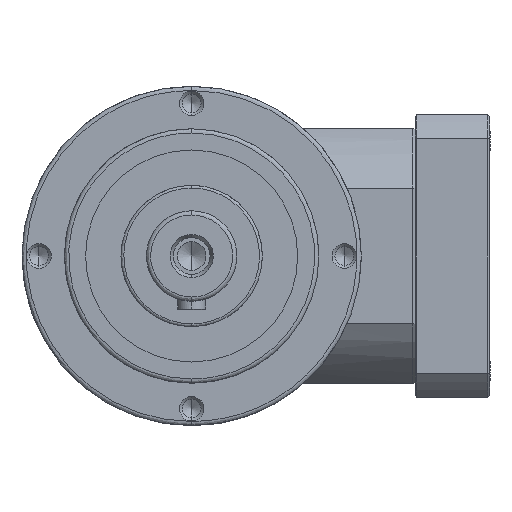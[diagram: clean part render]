
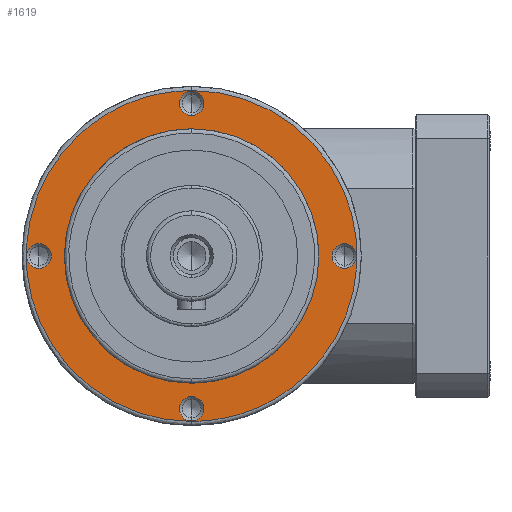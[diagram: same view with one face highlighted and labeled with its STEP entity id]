
A CAD part, left-side view. The second image highlights one B-rep face of the part: STEP entity #1619.
In plain terms, the highlighted face is planar.
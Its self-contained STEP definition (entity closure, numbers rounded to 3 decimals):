
#452 = VERTEX_POINT ( 'NONE', #17381 ) ;
#784 = ORIENTED_EDGE ( 'NONE', *, *, #21804, .T. ) ;
#829 = CARTESIAN_POINT ( 'NONE',  ( 0., -54., 64. ) ) ;
#1106 = CARTESIAN_POINT ( 'NONE',  ( -45., 0., 64. ) ) ;
#1619 = ADVANCED_FACE ( 'NONE', ( #14670, #2656, #26438, #25686, #8663, #20501 ), #20250, .T. ) ;
#2133 = AXIS2_PLACEMENT_3D ( 'NONE', #5772, #5750, #5673 ) ;
#2215 = ORIENTED_EDGE ( 'NONE', *, *, #25101, .F. ) ;
#2445 = CARTESIAN_POINT ( 'NONE',  ( -58.5, -117., 64. ) ) ;
#2489 = EDGE_LOOP ( 'NONE', ( #2215, #22913 ) ) ;
#2493 = DIRECTION ( 'NONE',  ( 0., 0., -1. ) ) ;
#2656 = FACE_BOUND ( 'NONE', #8118, .T. ) ;
#3101 =( BOUNDED_CURVE ( )  B_SPLINE_CURVE ( 3, ( #14004, #19717, #2445, #16205 ),
 .UNSPECIFIED., .F., .F. ) 
 B_SPLINE_CURVE_WITH_KNOTS ( ( 4, 4 ),
 ( 0., 0.5 ),
 .UNSPECIFIED. ) 
 CURVE ( )  GEOMETRIC_REPRESENTATION_ITEM ( )  RATIONAL_B_SPLINE_CURVE ( ( 1., 0.333, 0.333, 1. ) ) 
 REPRESENTATION_ITEM ( '' )  );
#3129 = DIRECTION ( 'NONE',  ( 1., 0., 0. ) ) ;
#3440 = CIRCLE ( 'NONE', #21006, 4.324 ) ;
#3690 = ORIENTED_EDGE ( 'NONE', *, *, #5810, .T. ) ;
#3730 = AXIS2_PLACEMENT_3D ( 'NONE', #10939, #26490, #13243 ) ;
#3918 = CARTESIAN_POINT ( 'NONE',  ( 45., 0., 64. ) ) ;
#4013 = EDGE_CURVE ( 'NONE', #9268, #7791, #9166, .T. ) ;
#4282 = EDGE_LOOP ( 'NONE', ( #26777, #23112 ) ) ;
#4485 = EDGE_CURVE ( 'NONE', #28821, #4606, #21257, .T. ) ;
#4606 = VERTEX_POINT ( 'NONE', #15111 ) ;
#4642 = VERTEX_POINT ( 'NONE', #18954 ) ;
#5004 = VERTEX_POINT ( 'NONE', #1106 ) ;
#5166 = DIRECTION ( 'NONE',  ( 0., 0., -1. ) ) ;
#5282 = EDGE_CURVE ( 'NONE', #5004, #11444, #14984, .T. ) ;
#5598 = ORIENTED_EDGE ( 'NONE', *, *, #4485, .T. ) ;
#5673 = DIRECTION ( 'NONE',  ( 1., 0., 0. ) ) ;
#5750 = DIRECTION ( 'NONE',  ( 0., 0., -1. ) ) ;
#5772 = CARTESIAN_POINT ( 'NONE',  ( -54., 0., 64. ) ) ;
#5810 = EDGE_CURVE ( 'NONE', #28794, #4642, #3440, .T. ) ;
#6593 = AXIS2_PLACEMENT_3D ( 'NONE', #829, #16599, #3129 ) ;
#6940 = CIRCLE ( 'NONE', #22385, 4.324 ) ;
#7284 = CIRCLE ( 'NONE', #15871, 4.324 ) ;
#7791 = VERTEX_POINT ( 'NONE', #10773 ) ;
#7973 = ORIENTED_EDGE ( 'NONE', *, *, #4013, .T. ) ;
#8049 = CARTESIAN_POINT ( 'NONE',  ( 54., 0., 64. ) ) ;
#8118 = EDGE_LOOP ( 'NONE', ( #5598, #18779 ) ) ;
#8119 = DIRECTION ( 'NONE',  ( 0., 0., -1. ) ) ;
#8186 = DIRECTION ( 'NONE',  ( 1., 0., 0. ) ) ;
#8203 = CARTESIAN_POINT ( 'NONE',  ( -58.5, 117., 64. ) ) ;
#8498 = EDGE_LOOP ( 'NONE', ( #3690, #784 ) ) ;
#8663 = FACE_BOUND ( 'NONE', #8498, .T. ) ;
#9010 = EDGE_CURVE ( 'NONE', #452, #26813, #6940, .T. ) ;
#9166 = CIRCLE ( 'NONE', #2133, 4.324 ) ;
#9268 = VERTEX_POINT ( 'NONE', #10197 ) ;
#10178 = CARTESIAN_POINT ( 'NONE',  ( -58.5, 0., 64. ) ) ;
#10197 = CARTESIAN_POINT ( 'NONE',  ( -49.676, 0., 64. ) ) ;
#10241 = DIRECTION ( 'NONE',  ( 1., 0., 0. ) ) ;
#10279 = DIRECTION ( 'NONE',  ( 0., 0., -1. ) ) ;
#10302 = CARTESIAN_POINT ( 'NONE',  ( 0., 54., 64. ) ) ;
#10773 = CARTESIAN_POINT ( 'NONE',  ( -58.324, 0., 64. ) ) ;
#10939 = CARTESIAN_POINT ( 'NONE',  ( -54., 0., 64. ) ) ;
#11444 = VERTEX_POINT ( 'NONE', #3918 ) ;
#11955 = CARTESIAN_POINT ( 'NONE',  ( 54., 0., 64. ) ) ;
#12036 = CIRCLE ( 'NONE', #6593, 4.324 ) ;
#12057 = EDGE_LOOP ( 'NONE', ( #7973, #23421 ) ) ;
#12896 = CIRCLE ( 'NONE', #15914, 4.324 ) ;
#13243 = DIRECTION ( 'NONE',  ( 1., 0., 0. ) ) ;
#14004 = CARTESIAN_POINT ( 'NONE',  ( 58.5, 0., 64. ) ) ;
#14225 = DIRECTION ( 'NONE',  ( 1., 0., 0. ) ) ;
#14448 =( BOUNDED_CURVE ( )  B_SPLINE_CURVE ( 3, ( #23756, #8203, #28326, #15033 ),
 .UNSPECIFIED., .F., .T. ) 
 B_SPLINE_CURVE_WITH_KNOTS ( ( 4, 4 ),
 ( 0.5, 1. ),
 .UNSPECIFIED. ) 
 CURVE ( )  GEOMETRIC_REPRESENTATION_ITEM ( )  RATIONAL_B_SPLINE_CURVE ( ( 1., 0.333, 0.333, 1. ) ) 
 REPRESENTATION_ITEM ( '' )  );
#14670 = FACE_BOUND ( 'NONE', #12057, .T. ) ;
#14984 = CIRCLE ( 'NONE', #24012, 45. ) ;
#15033 = CARTESIAN_POINT ( 'NONE',  ( 58.5, 0., 64. ) ) ;
#15111 = CARTESIAN_POINT ( 'NONE',  ( 49.676, 0., 64. ) ) ;
#15385 = CARTESIAN_POINT ( 'NONE',  ( 4.324, 54., 64. ) ) ;
#15871 = AXIS2_PLACEMENT_3D ( 'NONE', #15974, #2493, #18147 ) ;
#15914 = AXIS2_PLACEMENT_3D ( 'NONE', #11955, #27509, #14225 ) ;
#15974 = CARTESIAN_POINT ( 'NONE',  ( 0., 54., 64. ) ) ;
#16147 = DIRECTION ( 'NONE',  ( 0., 0., 1. ) ) ;
#16193 = EDGE_LOOP ( 'NONE', ( #25550, #23645 ) ) ;
#16205 = CARTESIAN_POINT ( 'NONE',  ( -58.5, 0., 64. ) ) ;
#16599 = DIRECTION ( 'NONE',  ( 0., 0., -1. ) ) ;
#17374 = EDGE_CURVE ( 'NONE', #23178, #18199, #3101, .T. ) ;
#17381 = CARTESIAN_POINT ( 'NONE',  ( 4.324, -54., 64. ) ) ;
#18147 = DIRECTION ( 'NONE',  ( 1., 0., 0. ) ) ;
#18199 = VERTEX_POINT ( 'NONE', #10178 ) ;
#18555 = CARTESIAN_POINT ( 'NONE',  ( 0., 0., 64. ) ) ;
#18779 = ORIENTED_EDGE ( 'NONE', *, *, #22852, .T. ) ;
#18954 = CARTESIAN_POINT ( 'NONE',  ( -4.324, 54., 64. ) ) ;
#19487 = CARTESIAN_POINT ( 'NONE',  ( -4.324, -54., 64. ) ) ;
#19717 = CARTESIAN_POINT ( 'NONE',  ( 58.5, -117., 64. ) ) ;
#20250 = PLANE ( 'NONE',  #24822 ) ;
#20501 = FACE_BOUND ( 'NONE', #16193, .T. ) ;
#20771 = CARTESIAN_POINT ( 'NONE',  ( 0., 0., 64. ) ) ;
#20831 = DIRECTION ( 'NONE',  ( -1., 0., 0. ) ) ;
#21006 = AXIS2_PLACEMENT_3D ( 'NONE', #10302, #10279, #10241 ) ;
#21052 = EDGE_CURVE ( 'NONE', #26813, #452, #12036, .T. ) ;
#21073 = AXIS2_PLACEMENT_3D ( 'NONE', #18555, #5166, #20831 ) ;
#21257 = CIRCLE ( 'NONE', #28507, 4.324 ) ;
#21804 = EDGE_CURVE ( 'NONE', #4642, #28794, #7284, .T. ) ;
#21889 = CARTESIAN_POINT ( 'NONE',  ( 0., -54., 64. ) ) ;
#21953 = DIRECTION ( 'NONE',  ( 0., 0., -1. ) ) ;
#22186 = DIRECTION ( 'NONE',  ( 1., 0., 0. ) ) ;
#22284 = DIRECTION ( 'NONE',  ( 1., 0., 0. ) ) ;
#22315 = EDGE_CURVE ( 'NONE', #11444, #5004, #28558, .T. ) ;
#22385 = AXIS2_PLACEMENT_3D ( 'NONE', #21889, #21953, #22186 ) ;
#22723 = CIRCLE ( 'NONE', #3730, 4.324 ) ;
#22852 = EDGE_CURVE ( 'NONE', #4606, #28821, #12896, .T. ) ;
#22913 = ORIENTED_EDGE ( 'NONE', *, *, #17374, .F. ) ;
#23112 = ORIENTED_EDGE ( 'NONE', *, *, #22315, .T. ) ;
#23178 = VERTEX_POINT ( 'NONE', #28277 ) ;
#23421 = ORIENTED_EDGE ( 'NONE', *, *, #24179, .T. ) ;
#23645 = ORIENTED_EDGE ( 'NONE', *, *, #21052, .T. ) ;
#23756 = CARTESIAN_POINT ( 'NONE',  ( -58.5, 0., 64. ) ) ;
#24012 = AXIS2_PLACEMENT_3D ( 'NONE', #27857, #27837, #27793 ) ;
#24179 = EDGE_CURVE ( 'NONE', #7791, #9268, #22723, .T. ) ;
#24390 = CARTESIAN_POINT ( 'NONE',  ( 58.324, 0., 64. ) ) ;
#24822 = AXIS2_PLACEMENT_3D ( 'NONE', #20771, #16147, #22284 ) ;
#25101 = EDGE_CURVE ( 'NONE', #18199, #23178, #14448, .T. ) ;
#25550 = ORIENTED_EDGE ( 'NONE', *, *, #9010, .T. ) ;
#25686 = FACE_BOUND ( 'NONE', #4282, .T. ) ;
#26438 = FACE_OUTER_BOUND ( 'NONE', #2489, .T. ) ;
#26490 = DIRECTION ( 'NONE',  ( 0., 0., -1. ) ) ;
#26777 = ORIENTED_EDGE ( 'NONE', *, *, #5282, .T. ) ;
#26813 = VERTEX_POINT ( 'NONE', #19487 ) ;
#27509 = DIRECTION ( 'NONE',  ( 0., 0., -1. ) ) ;
#27793 = DIRECTION ( 'NONE',  ( -1., 0., 0. ) ) ;
#27837 = DIRECTION ( 'NONE',  ( 0., 0., -1. ) ) ;
#27857 = CARTESIAN_POINT ( 'NONE',  ( 0., 0., 64. ) ) ;
#28277 = CARTESIAN_POINT ( 'NONE',  ( 58.5, 0., 64. ) ) ;
#28326 = CARTESIAN_POINT ( 'NONE',  ( 58.5, 117., 64. ) ) ;
#28507 = AXIS2_PLACEMENT_3D ( 'NONE', #8049, #8119, #8186 ) ;
#28558 = CIRCLE ( 'NONE', #21073, 45. ) ;
#28794 = VERTEX_POINT ( 'NONE', #15385 ) ;
#28821 = VERTEX_POINT ( 'NONE', #24390 ) ;
